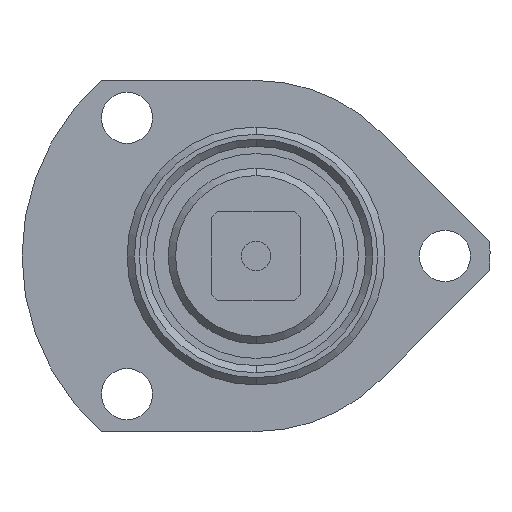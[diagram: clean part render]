
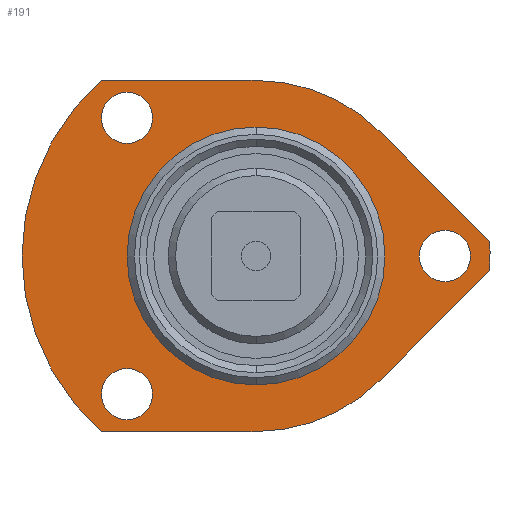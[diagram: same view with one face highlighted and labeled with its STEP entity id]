
A CAD part, left-side view. The second image highlights one B-rep face of the part: STEP entity #191.
In plain terms, the highlighted planar face has unit normal (-1, 0, 0).
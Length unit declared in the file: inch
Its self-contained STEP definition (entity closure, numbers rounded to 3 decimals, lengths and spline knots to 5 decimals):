
#18 = DIRECTION ( 'NONE',  ( -1., 0., 0. ) ) ;
#40 = EDGE_CURVE ( 'NONE', #744, #4071, #2114, .T. ) ;
#62 = EDGE_CURVE ( 'NONE', #3482, #365, #1870, .T. ) ;
#183 = CARTESIAN_POINT ( 'NONE',  ( 0., 0., 0. ) ) ;
#191 = ADVANCED_FACE ( 'NONE', ( #1513, #2523, #4540, #480, #3531 ), #331, .F. ) ;
#222 = CIRCLE ( 'NONE', #234, 0.10937 ) ;
#234 = AXIS2_PLACEMENT_3D ( 'NONE', #3953, #1680, #4341 ) ;
#265 = VECTOR ( 'NONE', #3292, 39.37008 ) ;
#317 = AXIS2_PLACEMENT_3D ( 'NONE', #183, #2867, #572 ) ;
#331 = PLANE ( 'NONE',  #1869 ) ;
#351 = DIRECTION ( 'NONE',  ( -1., 0., 0. ) ) ;
#363 = EDGE_CURVE ( 'NONE', #365, #3482, #222, .T. ) ;
#365 = VERTEX_POINT ( 'NONE', #3574 ) ;
#451 = ORIENTED_EDGE ( 'NONE', *, *, #2092, .T. ) ;
#480 = FACE_BOUND ( 'NONE', #1139, .T. ) ;
#536 = CARTESIAN_POINT ( 'NONE',  ( 0., 0., 0.75 ) ) ;
#572 = DIRECTION ( 'NONE',  ( 0., 0., -1. ) ) ;
#584 = DIRECTION ( 'NONE',  ( 0., 0., 1. ) ) ;
#604 = LINE ( 'NONE', #3026, #3649 ) ;
#606 = DIRECTION ( 'NONE',  ( 0., 1., 0. ) ) ;
#614 = VERTEX_POINT ( 'NONE', #3577 ) ;
#627 = CARTESIAN_POINT ( 'NONE',  ( 0., -0.99804, -0.06262 ) ) ;
#663 = ORIENTED_EDGE ( 'NONE', *, *, #1217, .T. ) ;
#697 = CARTESIAN_POINT ( 'NONE',  ( 0., 0., 0.551 ) ) ;
#704 = AXIS2_PLACEMENT_3D ( 'NONE', #3186, #914, #3573 ) ;
#714 = DIRECTION ( 'NONE',  ( 0., 0., -1. ) ) ;
#744 = VERTEX_POINT ( 'NONE', #4206 ) ;
#800 = ORIENTED_EDGE ( 'NONE', *, *, #3647, .T. ) ;
#914 = DIRECTION ( 'NONE',  ( 1., 0., 0. ) ) ;
#932 = LINE ( 'NONE', #4018, #3843 ) ;
#961 = ORIENTED_EDGE ( 'NONE', *, *, #2694, .T. ) ;
#986 = VERTEX_POINT ( 'NONE', #4483 ) ;
#1079 = CARTESIAN_POINT ( 'NONE',  ( 0., 0., 0. ) ) ;
#1129 = DIRECTION ( 'NONE',  ( 0., -1., 0. ) ) ;
#1139 = EDGE_LOOP ( 'NONE', ( #4403, #3538 ) ) ;
#1145 = AXIS2_PLACEMENT_3D ( 'NONE', #2643, #351, #3021 ) ;
#1169 = CIRCLE ( 'NONE', #2800, 0.551 ) ;
#1217 = EDGE_CURVE ( 'NONE', #1258, #986, #1169, .T. ) ;
#1244 = DIRECTION ( 'NONE',  ( -1., 0., 0. ) ) ;
#1258 = VERTEX_POINT ( 'NONE', #697 ) ;
#1270 = VECTOR ( 'NONE', #606, 39.37008 ) ;
#1278 = CARTESIAN_POINT ( 'NONE',  ( 0., 0., 0. ) ) ;
#1329 = ORIENTED_EDGE ( 'NONE', *, *, #4343, .T. ) ;
#1465 = DIRECTION ( 'NONE',  ( 1., 0., 0. ) ) ;
#1466 = DIRECTION ( 'NONE',  ( 0., 0., 1. ) ) ;
#1513 = FACE_BOUND ( 'NONE', #4196, .T. ) ;
#1606 = ORIENTED_EDGE ( 'NONE', *, *, #3622, .T. ) ;
#1636 = CIRCLE ( 'NONE', #317, 1. ) ;
#1637 = VERTEX_POINT ( 'NONE', #3748 ) ;
#1664 = DIRECTION ( 'NONE',  ( 0., 0., -1. ) ) ;
#1680 = DIRECTION ( 'NONE',  ( -1., 0., 0. ) ) ;
#1685 = ORIENTED_EDGE ( 'NONE', *, *, #3272, .F. ) ;
#1746 = CARTESIAN_POINT ( 'NONE',  ( 0., 0., 0.75 ) ) ;
#1748 = DIRECTION ( 'NONE',  ( 0., 0.707, 0.707 ) ) ;
#1788 = CARTESIAN_POINT ( 'NONE',  ( 0., 0.55118, 0.59055 ) ) ;
#1862 = CIRCLE ( 'NONE', #4559, 0.10937 ) ;
#1869 = AXIS2_PLACEMENT_3D ( 'NONE', #2236, #2996, #714 ) ;
#1870 = CIRCLE ( 'NONE', #4764, 0.10937 ) ;
#1919 = AXIS2_PLACEMENT_3D ( 'NONE', #3534, #1244, #3910 ) ;
#2000 = CARTESIAN_POINT ( 'NONE',  ( 0., 0.66144, 0.75 ) ) ;
#2002 = CARTESIAN_POINT ( 'NONE',  ( 0., 0.55118, -0.69993 ) ) ;
#2043 = DIRECTION ( 'NONE',  ( 0., 0., 1. ) ) ;
#2092 = EDGE_CURVE ( 'NONE', #4043, #3511, #4210, .T. ) ;
#2114 = CIRCLE ( 'NONE', #3997, 0.10937 ) ;
#2116 = CARTESIAN_POINT ( 'NONE',  ( 0., 0.55118, 0.59055 ) ) ;
#2163 = CIRCLE ( 'NONE', #1919, 0.10937 ) ;
#2236 = CARTESIAN_POINT ( 'NONE',  ( 0., 0., 0. ) ) ;
#2285 = VERTEX_POINT ( 'NONE', #2000 ) ;
#2304 = LINE ( 'NONE', #1746, #1270 ) ;
#2316 = CARTESIAN_POINT ( 'NONE',  ( 0., 0.55118, -0.59055 ) ) ;
#2408 = EDGE_LOOP ( 'NONE', ( #1606, #1685, #1329, #4182, #800, #4608, #961, #451 ) ) ;
#2428 = CARTESIAN_POINT ( 'NONE',  ( 0., -0.80709, -0.10938 ) ) ;
#2495 = DIRECTION ( 'NONE',  ( 0., 0., 1. ) ) ;
#2523 = FACE_OUTER_BOUND ( 'NONE', #2408, .T. ) ;
#2533 = EDGE_CURVE ( 'NONE', #986, #1258, #2544, .T. ) ;
#2544 = CIRCLE ( 'NONE', #704, 0.551 ) ;
#2595 = CARTESIAN_POINT ( 'NONE',  ( 0., -0.99804, -0.06262 ) ) ;
#2599 = CIRCLE ( 'NONE', #3318, 1. ) ;
#2643 = CARTESIAN_POINT ( 'NONE',  ( 0., 0., 0. ) ) ;
#2692 = DIRECTION ( 'NONE',  ( 0., 0., 1. ) ) ;
#2694 = EDGE_CURVE ( 'NONE', #1637, #4043, #932, .T. ) ;
#2712 = CIRCLE ( 'NONE', #3881, 0.75 ) ;
#2800 = AXIS2_PLACEMENT_3D ( 'NONE', #3733, #1465, #4115 ) ;
#2867 = DIRECTION ( 'NONE',  ( 1., 0., 0. ) ) ;
#2996 = DIRECTION ( 'NONE',  ( 1., 0., 0. ) ) ;
#3021 = DIRECTION ( 'NONE',  ( 0., 0., 1. ) ) ;
#3026 = CARTESIAN_POINT ( 'NONE',  ( 0., 0., -0.75 ) ) ;
#3052 = VERTEX_POINT ( 'NONE', #4293 ) ;
#3180 = DIRECTION ( 'NONE',  ( -1., 0., 0. ) ) ;
#3186 = CARTESIAN_POINT ( 'NONE',  ( 0., 0., 0. ) ) ;
#3214 = AXIS2_PLACEMENT_3D ( 'NONE', #1788, #3180, #2043 ) ;
#3272 = EDGE_CURVE ( 'NONE', #4371, #2285, #2599, .T. ) ;
#3286 = CARTESIAN_POINT ( 'NONE',  ( 0., 0.55118, 0.69993 ) ) ;
#3292 = DIRECTION ( 'NONE',  ( 0., -0.707, 0.707 ) ) ;
#3306 = EDGE_LOOP ( 'NONE', ( #4602, #663 ) ) ;
#3312 = EDGE_LOOP ( 'NONE', ( #4536, #4408 ) ) ;
#3318 = AXIS2_PLACEMENT_3D ( 'NONE', #1278, #3938, #1664 ) ;
#3412 = DIRECTION ( 'NONE',  ( -1., 0., 0. ) ) ;
#3462 = EDGE_CURVE ( 'NONE', #4071, #744, #3784, .T. ) ;
#3482 = VERTEX_POINT ( 'NONE', #2428 ) ;
#3511 = VERTEX_POINT ( 'NONE', #536 ) ;
#3531 = FACE_BOUND ( 'NONE', #3312, .T. ) ;
#3534 = CARTESIAN_POINT ( 'NONE',  ( 0., 0.55118, -0.59055 ) ) ;
#3538 = ORIENTED_EDGE ( 'NONE', *, *, #62, .F. ) ;
#3548 = EDGE_CURVE ( 'NONE', #1637, #3739, #1636, .T. ) ;
#3573 = DIRECTION ( 'NONE',  ( 0., 0., -1. ) ) ;
#3574 = CARTESIAN_POINT ( 'NONE',  ( 0., -0.80709, 0.10937 ) ) ;
#3577 = CARTESIAN_POINT ( 'NONE',  ( 0., 0., -0.75 ) ) ;
#3594 = VERTEX_POINT ( 'NONE', #3640 ) ;
#3622 = EDGE_CURVE ( 'NONE', #3511, #2285, #2304, .T. ) ;
#3634 = CARTESIAN_POINT ( 'NONE',  ( 0., -0.53033, 0.53033 ) ) ;
#3640 = CARTESIAN_POINT ( 'NONE',  ( 0., 0.55118, -0.48118 ) ) ;
#3647 = EDGE_CURVE ( 'NONE', #3052, #3739, #4309, .T. ) ;
#3649 = VECTOR ( 'NONE', #1129, 39.37008 ) ;
#3733 = CARTESIAN_POINT ( 'NONE',  ( 0., 0., 0. ) ) ;
#3734 = DIRECTION ( 'NONE',  ( -1., 0., 0. ) ) ;
#3738 = EDGE_CURVE ( 'NONE', #614, #3052, #2712, .T. ) ;
#3739 = VERTEX_POINT ( 'NONE', #2595 ) ;
#3748 = CARTESIAN_POINT ( 'NONE',  ( 0., -0.99804, 0.06262 ) ) ;
#3781 = ORIENTED_EDGE ( 'NONE', *, *, #3462, .F. ) ;
#3784 = CIRCLE ( 'NONE', #3214, 0.10937 ) ;
#3824 = ORIENTED_EDGE ( 'NONE', *, *, #40, .F. ) ;
#3843 = VECTOR ( 'NONE', #1748, 39.37008 ) ;
#3858 = VERTEX_POINT ( 'NONE', #2002 ) ;
#3881 = AXIS2_PLACEMENT_3D ( 'NONE', #1079, #3734, #1466 ) ;
#3910 = DIRECTION ( 'NONE',  ( 0., 0., 1. ) ) ;
#3938 = DIRECTION ( 'NONE',  ( 1., 0., 0. ) ) ;
#3953 = CARTESIAN_POINT ( 'NONE',  ( 0., -0.80709, 0. ) ) ;
#3997 = AXIS2_PLACEMENT_3D ( 'NONE', #2116, #4771, #2495 ) ;
#4018 = CARTESIAN_POINT ( 'NONE',  ( 0., -0.99804, 0.06262 ) ) ;
#4043 = VERTEX_POINT ( 'NONE', #3634 ) ;
#4071 = VERTEX_POINT ( 'NONE', #3286 ) ;
#4115 = DIRECTION ( 'NONE',  ( 0., 0., -1. ) ) ;
#4182 = ORIENTED_EDGE ( 'NONE', *, *, #3738, .T. ) ;
#4196 = EDGE_LOOP ( 'NONE', ( #3781, #3824 ) ) ;
#4206 = CARTESIAN_POINT ( 'NONE',  ( 0., 0.55118, 0.48118 ) ) ;
#4210 = CIRCLE ( 'NONE', #1145, 0.75 ) ;
#4216 = CARTESIAN_POINT ( 'NONE',  ( 0., 0.66144, -0.75 ) ) ;
#4293 = CARTESIAN_POINT ( 'NONE',  ( 0., -0.53033, -0.53033 ) ) ;
#4309 = LINE ( 'NONE', #627, #265 ) ;
#4341 = DIRECTION ( 'NONE',  ( 0., 0., 1. ) ) ;
#4343 = EDGE_CURVE ( 'NONE', #4371, #614, #604, .T. ) ;
#4350 = EDGE_CURVE ( 'NONE', #3858, #3594, #1862, .T. ) ;
#4371 = VERTEX_POINT ( 'NONE', #4216 ) ;
#4403 = ORIENTED_EDGE ( 'NONE', *, *, #363, .F. ) ;
#4408 = ORIENTED_EDGE ( 'NONE', *, *, #4350, .F. ) ;
#4452 = EDGE_CURVE ( 'NONE', #3594, #3858, #2163, .T. ) ;
#4483 = CARTESIAN_POINT ( 'NONE',  ( 0., 0., -0.551 ) ) ;
#4536 = ORIENTED_EDGE ( 'NONE', *, *, #4452, .F. ) ;
#4540 = FACE_BOUND ( 'NONE', #3306, .T. ) ;
#4559 = AXIS2_PLACEMENT_3D ( 'NONE', #2316, #18, #2692 ) ;
#4602 = ORIENTED_EDGE ( 'NONE', *, *, #2533, .T. ) ;
#4608 = ORIENTED_EDGE ( 'NONE', *, *, #3548, .F. ) ;
#4764 = AXIS2_PLACEMENT_3D ( 'NONE', #4787, #3412, #584 ) ;
#4771 = DIRECTION ( 'NONE',  ( -1., 0., 0. ) ) ;
#4787 = CARTESIAN_POINT ( 'NONE',  ( 0., -0.80709, 0. ) ) ;
